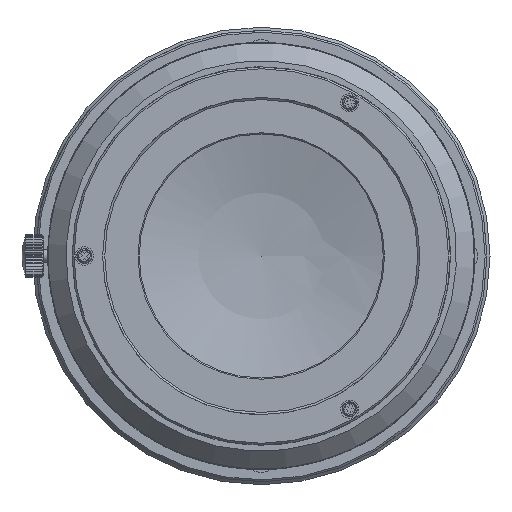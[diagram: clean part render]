
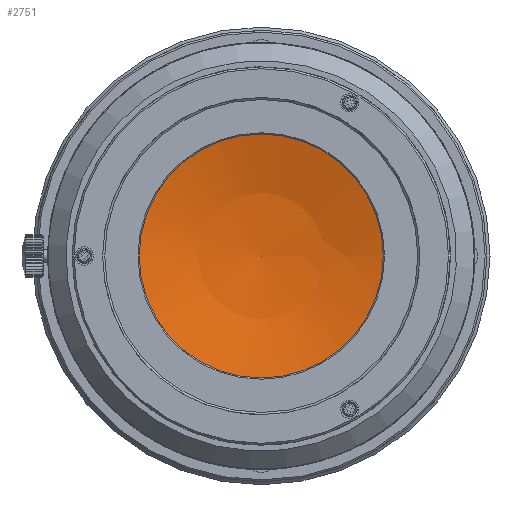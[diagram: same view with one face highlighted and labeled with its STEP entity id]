
A CAD part, left-side view. The second image highlights one B-rep face of the part: STEP entity #2751.
In plain terms, the highlighted spherical face has radius 71.737 mm.
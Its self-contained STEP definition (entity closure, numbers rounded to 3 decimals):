
#1110=SPHERICAL_SURFACE('',#11663,71.737);
#1473=FACE_OUTER_BOUND('',#4081,.T.);
#2751=ADVANCED_FACE('',(#1473),#1110,.F.);
#4081=EDGE_LOOP('',(#5501));
#5501=ORIENTED_EDGE('',*,*,#9760,.F.);
#8214=VERTEX_POINT('',#15704);
#9760=EDGE_CURVE('',#8214,#8214,#11161,.T.);
#11161=CIRCLE('',#11661,20.467);
#11661=AXIS2_PLACEMENT_3D('',#15703,#13099,#13100);
#11663=AXIS2_PLACEMENT_3D('',#15706,#13103,#13104);
#13099=DIRECTION('',(1.,0.,0.));
#13100=DIRECTION('',(0.,0.,1.));
#13103=DIRECTION('',(1.,0.,0.));
#13104=DIRECTION('',(0.,-1.,0.));
#15703=CARTESIAN_POINT('',(-164.805,0.,0.));
#15704=CARTESIAN_POINT('',(-164.805,0.,20.467));
#15706=CARTESIAN_POINT('',(-233.561,0.,0.));
